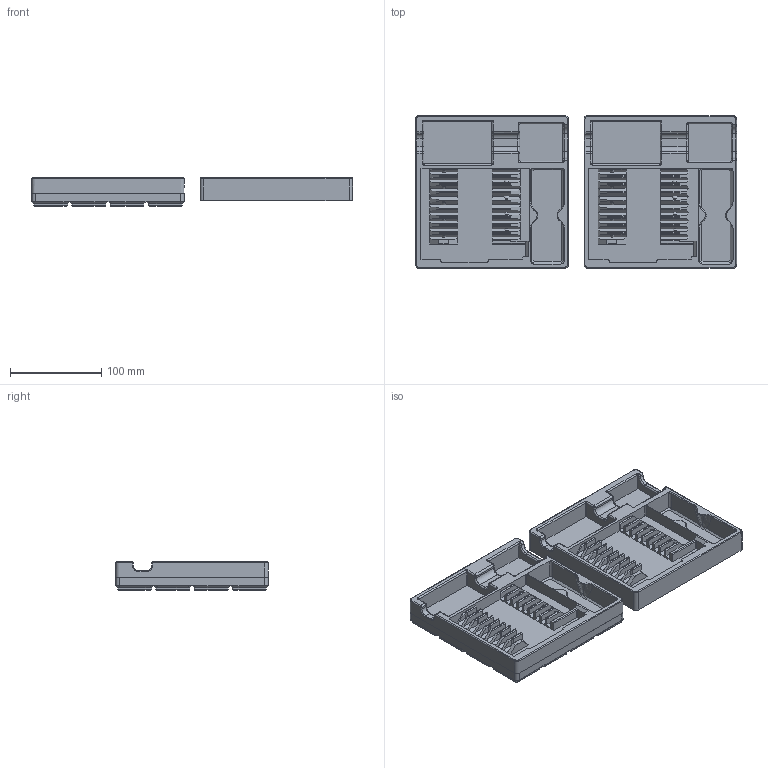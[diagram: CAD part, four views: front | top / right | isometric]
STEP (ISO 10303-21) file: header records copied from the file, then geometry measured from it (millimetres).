
FILE_DESCRIPTION(/* description */ (''),/* implementation_level */ '2;1');
FILE_NAME(/* name */ 'Pinecil Gridfinity and Standalone.step',/* time_stamp */ '2023-07-11T14:53:09-07:00',/* author */ (''),/* organization */ (''),/* preprocessor_version */ 'ST-DEVELOPER v19.2',/* originating_system */ 'Autodesk Translation Framework v12.6.0.85',/* authorisation */ '');
FILE_SCHEMA (('AUTOMOTIVE_DESIGN { 1 0 10303 214 3 1 1 }'));
Length unit declared in the file: millimetre
Products named in the file (3): Pinecil Gridfinity; Pinecil Gridfinity_1; Pinecil Standalone
Assembly tree (2 placements, depth 2):
  Pinecil Gridfinity
    Pinecil Gridfinity_1
    Pinecil Standalone
Bounding box: 352.75 x 168 x 31.2 mm (x, y, z)
Volume: 351628.9 mm3; surface area: 209782.6 mm2
Topology: 1 solids, 2 shells, 1408 faces, 3526 edges, 2138 vertices
Faces by surface type: plane 794, cylinder 298, cone 188, bspline 72, torus 56
Full cylindrical faces by diameter (mm): 0 x64
Entity records: 43245 total; most frequent: CARTESIAN_POINT 9613, ORIENTED_EDGE 6980, DIRECTION 6963, EDGE_CURVE 3522, LINE 2419, VECTOR 2419, AXIS2_PLACEMENT_3D 2272, VERTEX_POINT 2138
